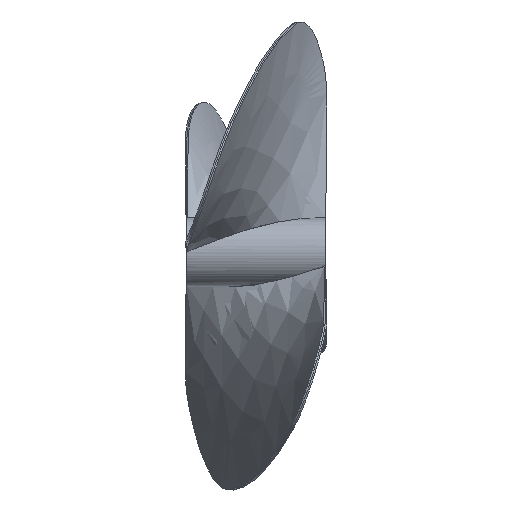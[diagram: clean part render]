
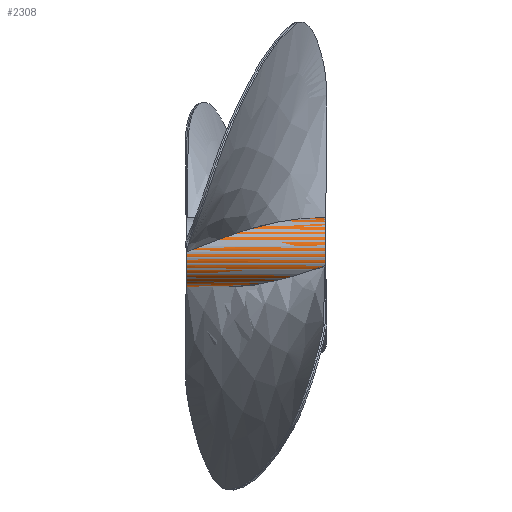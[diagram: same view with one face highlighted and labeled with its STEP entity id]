
A CAD part, top view. The second image highlights one B-rep face of the part: STEP entity #2308.
In plain terms, the highlighted cylindrical face has radius 40 mm (diameter 80 mm), a partial arc.
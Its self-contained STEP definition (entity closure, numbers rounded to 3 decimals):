
#864=CARTESIAN_POINT('Vertex',(0.,2.714,39.908)) ;
#920=CARTESIAN_POINT('Vertex',(80.001,30.139,26.299)) ;
#938=CARTESIAN_POINT('Axis2P3D Location',(80.,0.,0.)) ;
#1252=CARTESIAN_POINT('Vertex',(74.783,27.218,29.312)) ;
#1261=CARTESIAN_POINT('Vertex',(8.572,3.928,39.807)) ;
#1265=CARTESIAN_POINT('Control Point',(8.572,3.928,39.807)) ;
#1266=CARTESIAN_POINT('Control Point',(25.126,10.397,39.168)) ;
#1267=CARTESIAN_POINT('Control Point',(41.688,16.722,37.131)) ;
#1268=CARTESIAN_POINT('Control Point',(58.233,22.455,33.734)) ;
#1269=CARTESIAN_POINT('Control Point',(74.783,27.218,29.312)) ;
#1314=CARTESIAN_POINT('Control Point',(80.001,30.139,26.299)) ;
#1315=CARTESIAN_POINT('Control Point',(78.916,29.562,26.961)) ;
#1316=CARTESIAN_POINT('Control Point',(77.831,28.965,27.604)) ;
#1317=CARTESIAN_POINT('Control Point',(76.962,28.476,28.108)) ;
#1318=CARTESIAN_POINT('Control Point',(75.874,27.854,28.721)) ;
#1319=CARTESIAN_POINT('Control Point',(74.783,27.218,29.312)) ;
#1322=CARTESIAN_POINT('Control Point',(80.001,30.139,26.299)) ;
#1323=CARTESIAN_POINT('Control Point',(82.11,30.683,25.675)) ;
#1324=CARTESIAN_POINT('Control Point',(84.22,31.212,25.037)) ;
#1325=CARTESIAN_POINT('Control Point',(85.693,31.564,24.577)) ;
#1326=CARTESIAN_POINT('Control Point',(88.001,32.115,23.857)) ;
#1327=CARTESIAN_POINT('Control Point',(90.309,32.645,23.122)) ;
#1328=CARTESIAN_POINT('Control Point',(91.782,32.983,22.652)) ;
#1329=CARTESIAN_POINT('Control Point',(98.691,34.485,20.391)) ;
#1330=CARTESIAN_POINT('Control Point',(105.601,35.792,18.008)) ;
#1331=CARTESIAN_POINT('Control Point',(110.4,36.6,16.302)) ;
#1332=CARTESIAN_POINT('Control Point',(121.816,38.281,12.138)) ;
#1333=CARTESIAN_POINT('Control Point',(133.233,39.367,7.772)) ;
#1334=CARTESIAN_POINT('Control Point',(139.849,39.789,5.197)) ;
#1335=CARTESIAN_POINT('Control Point',(146.465,40.,2.598)) ;
#1336=CARTESIAN_POINT('Control Point',(153.081,40.,0.)) ;
#1337=CARTESIAN_POINT('Vertex',(153.081,40.,0.)) ;
#1368=CARTESIAN_POINT('Control Point',(8.572,3.928,39.807)) ;
#1369=CARTESIAN_POINT('Control Point',(5.699,3.585,39.841)) ;
#1370=CARTESIAN_POINT('Control Point',(2.831,3.213,39.874)) ;
#1371=CARTESIAN_POINT('Control Point',(0.,2.714,39.908)) ;
#1444=CARTESIAN_POINT('Vertex',(0.,-40.,0.)) ;
#1447=CARTESIAN_POINT('Axis2P3D Location',(0.,0.,0.)) ;
#1780=CARTESIAN_POINT('Vertex',(160.,40.,0.)) ;
#2222=CARTESIAN_POINT('Line Origine',(80.,-40.,0.)) ;
#2226=CARTESIAN_POINT('Vertex',(46.415,-40.,0.)) ;
#2230=CARTESIAN_POINT('Control Point',(80.001,-37.845,12.951)) ;
#2231=CARTESIAN_POINT('Control Point',(78.514,-38.034,12.399)) ;
#2232=CARTESIAN_POINT('Control Point',(77.027,-38.213,11.843)) ;
#2233=CARTESIAN_POINT('Control Point',(75.399,-38.4,11.231)) ;
#2234=CARTESIAN_POINT('Control Point',(72.001,-38.758,9.945)) ;
#2235=CARTESIAN_POINT('Control Point',(68.603,-39.063,8.646)) ;
#2236=CARTESIAN_POINT('Control Point',(66.975,-39.194,8.02)) ;
#2237=CARTESIAN_POINT('Control Point',(61.971,-39.567,6.09)) ;
#2238=CARTESIAN_POINT('Control Point',(56.967,-39.821,4.14)) ;
#2239=CARTESIAN_POINT('Control Point',(53.45,-39.94,2.762)) ;
#2240=CARTESIAN_POINT('Control Point',(49.932,-40.,1.381)) ;
#2241=CARTESIAN_POINT('Control Point',(46.415,-40.,0.)) ;
#2242=CARTESIAN_POINT('Vertex',(80.001,-37.845,12.951)) ;
#2246=CARTESIAN_POINT('Control Point',(85.217,-36.281,16.844)) ;
#2247=CARTESIAN_POINT('Control Point',(84.015,-36.684,15.976)) ;
#2248=CARTESIAN_POINT('Control Point',(82.815,-37.056,15.086)) ;
#2249=CARTESIAN_POINT('Control Point',(82.396,-37.184,14.768)) ;
#2250=CARTESIAN_POINT('Control Point',(81.198,-37.532,13.867)) ;
#2251=CARTESIAN_POINT('Control Point',(80.001,-37.845,12.951)) ;
#2252=CARTESIAN_POINT('Vertex',(85.217,-36.281,16.844)) ;
#2256=CARTESIAN_POINT('Control Point',(85.217,-36.281,16.844)) ;
#2257=CARTESIAN_POINT('Control Point',(85.219,-36.28,16.844)) ;
#2258=CARTESIAN_POINT('Control Point',(85.22,-36.28,16.845)) ;
#2259=CARTESIAN_POINT('Vertex',(85.22,-36.28,16.845)) ;
#2263=CARTESIAN_POINT('Control Point',(151.423,-18.69,35.365)) ;
#2264=CARTESIAN_POINT('Control Point',(143.392,-21.478,33.892)) ;
#2265=CARTESIAN_POINT('Control Point',(135.361,-24.12,32.144)) ;
#2266=CARTESIAN_POINT('Control Point',(127.329,-26.579,30.142)) ;
#2267=CARTESIAN_POINT('Control Point',(114.074,-30.29,26.457)) ;
#2268=CARTESIAN_POINT('Control Point',(100.823,-33.349,22.23)) ;
#2269=CARTESIAN_POINT('Control Point',(95.639,-34.438,20.501)) ;
#2270=CARTESIAN_POINT('Control Point',(90.436,-35.418,18.703)) ;
#2271=CARTESIAN_POINT('Control Point',(85.22,-36.28,16.845)) ;
#2272=CARTESIAN_POINT('Vertex',(151.422,-18.69,35.365)) ;
#2276=CARTESIAN_POINT('Control Point',(151.422,-18.69,35.365)) ;
#2277=CARTESIAN_POINT('Control Point',(154.297,-18.385,35.526)) ;
#2278=CARTESIAN_POINT('Control Point',(157.167,-18.052,35.698)) ;
#2279=CARTESIAN_POINT('Control Point',(160.,-17.603,35.918)) ;
#2280=CARTESIAN_POINT('Vertex',(160.,-17.603,35.918)) ;
#2283=CARTESIAN_POINT('Axis2P3D Location',(160.,0.,0.)) ;
#2288=CARTESIAN_POINT('Line Origine',(80.,40.,0.)) ;
#939=DIRECTION('Axis2P3D Direction',(1.,0.,0.)) ;
#940=DIRECTION('Axis2P3D XDirection',(0.,1.,0.)) ;
#1448=DIRECTION('Axis2P3D Direction',(1.,0.,0.)) ;
#2223=DIRECTION('Vector Direction',(1.,0.,0.)) ;
#2284=DIRECTION('Axis2P3D Direction',(1.,0.,0.)) ;
#2289=DIRECTION('Vector Direction',(1.,0.,0.)) ;
#941=AXIS2_PLACEMENT_3D('Cylinder Axis2P3D',#938,#939,#940) ;
#1449=AXIS2_PLACEMENT_3D('Circle Axis2P3D',#1447,#1448,$) ;
#2285=AXIS2_PLACEMENT_3D('Circle Axis2P3D',#2283,#2284,$) ;
#2294=ORIENTED_EDGE('',*,*,#1320,.T.) ;
#2295=ORIENTED_EDGE('',*,*,#1270,.F.) ;
#2296=ORIENTED_EDGE('',*,*,#1372,.T.) ;
#2297=ORIENTED_EDGE('',*,*,#1451,.T.) ;
#2298=ORIENTED_EDGE('',*,*,#2228,.T.) ;
#2299=ORIENTED_EDGE('',*,*,#2244,.F.) ;
#2300=ORIENTED_EDGE('',*,*,#2254,.F.) ;
#2301=ORIENTED_EDGE('',*,*,#2261,.T.) ;
#2302=ORIENTED_EDGE('',*,*,#2274,.F.) ;
#2303=ORIENTED_EDGE('',*,*,#2282,.T.) ;
#2304=ORIENTED_EDGE('',*,*,#2287,.T.) ;
#2305=ORIENTED_EDGE('',*,*,#2292,.F.) ;
#2306=ORIENTED_EDGE('',*,*,#1339,.F.) ;
#2224=VECTOR('Line Direction',#2223,1.) ;
#2290=VECTOR('Line Direction',#2289,1.) ;
#2308=ADVANCED_FACE('Corps principal',(#2307),#942,.T.) ;
#1264=B_SPLINE_CURVE_WITH_KNOTS('',4,(#1265,#1266,#1267,#1268,#1269),.UNSPECIFIED.,.F.,.U.,(5,5),(0.046,147.266),.UNSPECIFIED.) ;
#1313=B_SPLINE_CURVE_WITH_KNOTS('',5,(#1314,#1315,#1316,#1317,#1318,#1319),.UNSPECIFIED.,.F.,.U.,(6,6),(0.,14.087),.UNSPECIFIED.) ;
#1321=B_SPLINE_CURVE_WITH_KNOTS('',5,(#1322,#1323,#1324,#1325,#1326,#1327,#1328,#1329,#1330,#1331,#1332,#1333,#1334,#1335,#1336),.UNSPECIFIED.,.F.,.U.,(6,3,3,3,6),(0.,23.453,46.907,100.272,173.825),.UNSPECIFIED.) ;
#1367=B_SPLINE_CURVE_WITH_KNOTS('',3,(#1368,#1369,#1370,#1371),.UNSPECIFIED.,.F.,.U.,(4,4),(0.,17.664),.UNSPECIFIED.) ;
#2229=B_SPLINE_CURVE_WITH_KNOTS('',5,(#2230,#2231,#2232,#2233,#2234,#2235,#2236,#2237,#2238,#2239,#2240,#2241),.UNSPECIFIED.,.F.,.U.,(6,3,3,6),(0.,16.531,33.061,72.163),.UNSPECIFIED.) ;
#2245=B_SPLINE_CURVE_WITH_KNOTS('',5,(#2246,#2247,#2248,#2249,#2250,#2251),.UNSPECIFIED.,.F.,.U.,(6,6),(0.,15.538),.UNSPECIFIED.) ;
#2255=B_SPLINE_CURVE_WITH_KNOTS('',2,(#2256,#2257,#2258),.UNSPECIFIED.,.F.,.U.,(3,3),(0.,0.007),.UNSPECIFIED.) ;
#2262=B_SPLINE_CURVE_WITH_KNOTS('',5,(#2263,#2264,#2265,#2266,#2267,#2268,#2269,#2270,#2271),.UNSPECIFIED.,.F.,.U.,(6,3,6),(17.431,106.702,164.776),.UNSPECIFIED.) ;
#2275=B_SPLINE_CURVE_WITH_KNOTS('',3,(#2276,#2277,#2278,#2279),.UNSPECIFIED.,.F.,.U.,(4,4),(0.,17.676),.UNSPECIFIED.) ;
#1450=CIRCLE('generated circle',#1449,40.) ;
#2286=CIRCLE('generated circle',#2285,40.) ;
#942=CYLINDRICAL_SURFACE('generated cylinder',#941,40.) ;
#1270=EDGE_CURVE('',#1262,#1253,#1264,.T.) ;
#1320=EDGE_CURVE('',#921,#1253,#1313,.T.) ;
#1339=EDGE_CURVE('',#921,#1338,#1321,.T.) ;
#1372=EDGE_CURVE('',#1262,#865,#1367,.T.) ;
#1451=EDGE_CURVE('',#865,#1445,#1450,.T.) ;
#2228=EDGE_CURVE('',#1445,#2227,#2225,.T.) ;
#2244=EDGE_CURVE('',#2243,#2227,#2229,.T.) ;
#2254=EDGE_CURVE('',#2253,#2243,#2245,.T.) ;
#2261=EDGE_CURVE('',#2253,#2260,#2255,.T.) ;
#2274=EDGE_CURVE('',#2273,#2260,#2262,.T.) ;
#2282=EDGE_CURVE('',#2273,#2281,#2275,.T.) ;
#2287=EDGE_CURVE('',#2281,#1781,#2286,.F.) ;
#2292=EDGE_CURVE('',#1338,#1781,#2291,.T.) ;
#2293=EDGE_LOOP('',(#2294,#2295,#2296,#2297,#2298,#2299,#2300,#2301,#2302,#2303,#2304,#2305,#2306)) ;
#2307=FACE_OUTER_BOUND('',#2293,.T.) ;
#2225=LINE('Line',#2222,#2224) ;
#2291=LINE('Line',#2288,#2290) ;
#865=VERTEX_POINT('',#864) ;
#921=VERTEX_POINT('',#920) ;
#1253=VERTEX_POINT('',#1252) ;
#1262=VERTEX_POINT('',#1261) ;
#1338=VERTEX_POINT('',#1337) ;
#1445=VERTEX_POINT('',#1444) ;
#1781=VERTEX_POINT('',#1780) ;
#2227=VERTEX_POINT('',#2226) ;
#2243=VERTEX_POINT('',#2242) ;
#2253=VERTEX_POINT('',#2252) ;
#2260=VERTEX_POINT('',#2259) ;
#2273=VERTEX_POINT('',#2272) ;
#2281=VERTEX_POINT('',#2280) ;
